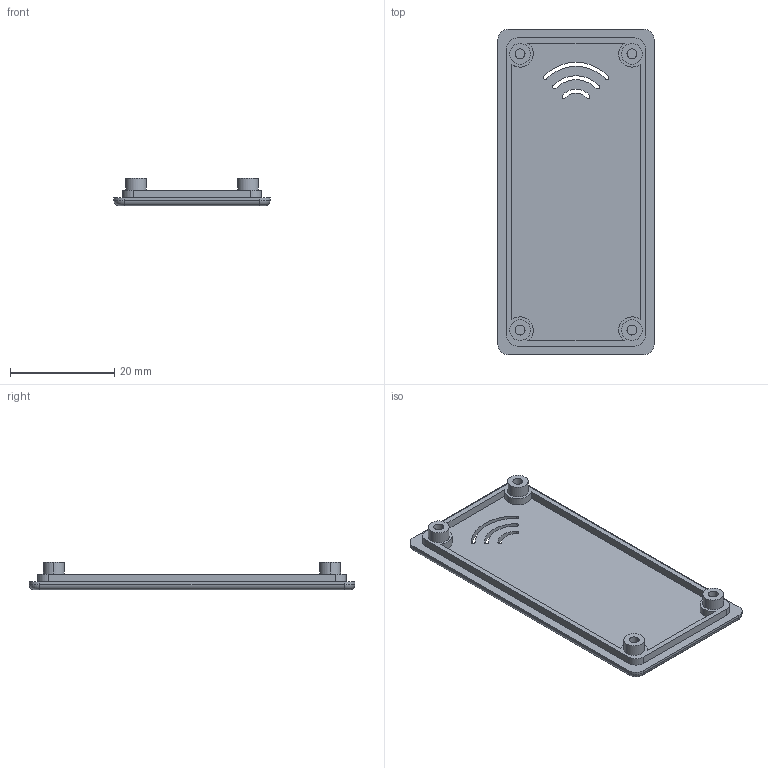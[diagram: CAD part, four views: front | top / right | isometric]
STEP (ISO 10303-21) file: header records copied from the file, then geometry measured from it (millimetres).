
FILE_DESCRIPTION (( 'STEP AP214' ), '1' );
FILE_NAME ('top_case_slimmer.STEP', '2021-02-06T14:49:16', ( 'Windows User' ), ( '' ), 'SwSTEP 2.0', 'SolidWorks 2014', '' );
FILE_SCHEMA (( 'AUTOMOTIVE_DESIGN' ));
Length unit declared in the file: millimetre
Products named in the file (1): top_case_slimmer
Bounding box: 30 x 62.6 x 5.27 mm (x, y, z)
Volume: 3058.7 mm3; surface area: 4920.4 mm2
Topology: 1 solids, 1 shells, 1223 faces, 3530 edges, 2351 vertices
Faces by surface type: plane 1092, bspline 78, cylinder 49, torus 4
Entity records: 43027 total; most frequent: CARTESIAN_POINT 11242, ORIENTED_EDGE 7060, DIRECTION 5768, EDGE_CURVE 3530, VECTOR 3272, LINE 3272, VERTEX_POINT 2351, EDGE_LOOP 1271
